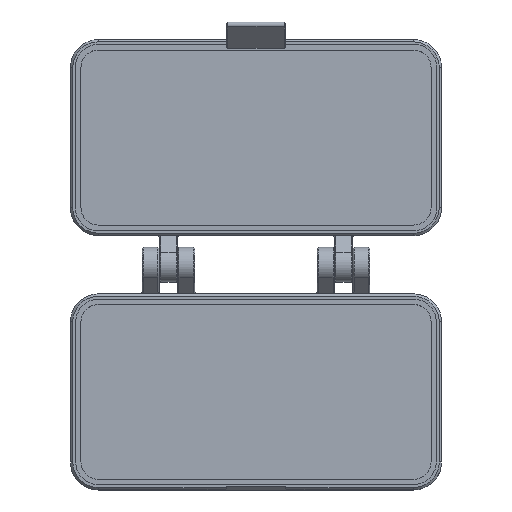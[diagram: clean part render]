
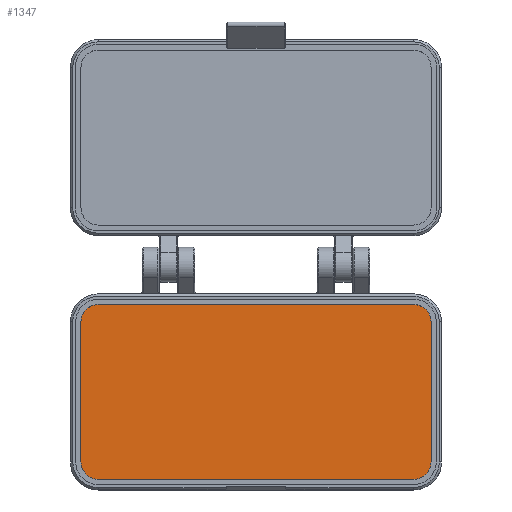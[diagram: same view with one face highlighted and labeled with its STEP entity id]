
A CAD part, top view. The second image highlights one B-rep face of the part: STEP entity #1347.
In plain terms, the highlighted free-form (B-spline) face has degree [1, 1] with [2, 2] control points.
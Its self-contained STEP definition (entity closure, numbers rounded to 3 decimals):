
#1347 = ADVANCED_FACE('',(#1348),#1410,.F.);
#1348 = FACE_BOUND('',#1349,.T.);
#1349 = EDGE_LOOP('',(#1350,#1359,#1367,#1374,#1382,#1389,#1397,#1404));
#1350 = ORIENTED_EDGE('',*,*,#1351,.F.);
#1351 = EDGE_CURVE('',#1352,#1354,#1356,.T.);
#1352 = VERTEX_POINT('',#1353);
#1353 = CARTESIAN_POINT('',(-24.438,13.577,
    -9.051));
#1354 = VERTEX_POINT('',#1355);
#1355 = CARTESIAN_POINT('',(24.438,13.577,
    -9.051));
#1356 = B_SPLINE_CURVE_WITH_KNOTS('',1,(#1357,#1358),.UNSPECIFIED.,.F.,
  .F.,(2,2),(3.,57.),.PIECEWISE_BEZIER_KNOTS.);
#1357 = CARTESIAN_POINT('',(-24.438,13.577,
    -9.051));
#1358 = CARTESIAN_POINT('',(24.438,13.577,
    -9.051));
#1359 = ORIENTED_EDGE('',*,*,#1360,.F.);
#1360 = EDGE_CURVE('',#1361,#1352,#1363,.T.);
#1361 = VERTEX_POINT('',#1362);
#1362 = CARTESIAN_POINT('',(-27.153,10.861,
    -9.051));
#1363 = ( BOUNDED_CURVE() B_SPLINE_CURVE(2,(#1364,#1365,#1366),
.UNSPECIFIED.,.F.,.F.) B_SPLINE_CURVE_WITH_KNOTS((3,3),(0.,
1.571),.PIECEWISE_BEZIER_KNOTS.) CURVE() 
GEOMETRIC_REPRESENTATION_ITEM() RATIONAL_B_SPLINE_CURVE((1.,
0.707,1.)) REPRESENTATION_ITEM('') );
#1364 = CARTESIAN_POINT('',(-27.153,10.861,
    -9.051));
#1365 = CARTESIAN_POINT('',(-27.153,13.577,
    -9.051));
#1366 = CARTESIAN_POINT('',(-24.438,13.577,
    -9.051));
#1367 = ORIENTED_EDGE('',*,*,#1368,.F.);
#1368 = EDGE_CURVE('',#1369,#1361,#1371,.T.);
#1369 = VERTEX_POINT('',#1370);
#1370 = CARTESIAN_POINT('',(-27.153,-10.861,
    -9.051));
#1371 = B_SPLINE_CURVE_WITH_KNOTS('',1,(#1372,#1373),.UNSPECIFIED.,.F.,
  .F.,(2,2),(3.,27.),.PIECEWISE_BEZIER_KNOTS.);
#1372 = CARTESIAN_POINT('',(-27.153,-10.861,
    -9.051));
#1373 = CARTESIAN_POINT('',(-27.153,10.861,
    -9.051));
#1374 = ORIENTED_EDGE('',*,*,#1375,.F.);
#1375 = EDGE_CURVE('',#1376,#1369,#1378,.T.);
#1376 = VERTEX_POINT('',#1377);
#1377 = CARTESIAN_POINT('',(-24.438,-13.577,
    -9.051));
#1378 = ( BOUNDED_CURVE() B_SPLINE_CURVE(2,(#1379,#1380,#1381),
.UNSPECIFIED.,.F.,.F.) B_SPLINE_CURVE_WITH_KNOTS((3,3),(4.712,
6.283),.PIECEWISE_BEZIER_KNOTS.) CURVE() 
GEOMETRIC_REPRESENTATION_ITEM() RATIONAL_B_SPLINE_CURVE((1.,
0.707,1.)) REPRESENTATION_ITEM('') );
#1379 = CARTESIAN_POINT('',(-24.438,-13.577,
    -9.051));
#1380 = CARTESIAN_POINT('',(-27.153,-13.577,
    -9.051));
#1381 = CARTESIAN_POINT('',(-27.153,-10.861,
    -9.051));
#1382 = ORIENTED_EDGE('',*,*,#1383,.F.);
#1383 = EDGE_CURVE('',#1384,#1376,#1386,.T.);
#1384 = VERTEX_POINT('',#1385);
#1385 = CARTESIAN_POINT('',(24.438,-13.577,
    -9.051));
#1386 = B_SPLINE_CURVE_WITH_KNOTS('',1,(#1387,#1388),.UNSPECIFIED.,.F.,
  .F.,(2,2),(3.,57.),.PIECEWISE_BEZIER_KNOTS.);
#1387 = CARTESIAN_POINT('',(24.438,-13.577,
    -9.051));
#1388 = CARTESIAN_POINT('',(-24.438,-13.577,
    -9.051));
#1389 = ORIENTED_EDGE('',*,*,#1390,.F.);
#1390 = EDGE_CURVE('',#1391,#1384,#1393,.T.);
#1391 = VERTEX_POINT('',#1392);
#1392 = CARTESIAN_POINT('',(27.153,-10.861,
    -9.051));
#1393 = ( BOUNDED_CURVE() B_SPLINE_CURVE(2,(#1394,#1395,#1396),
.UNSPECIFIED.,.F.,.F.) B_SPLINE_CURVE_WITH_KNOTS((3,3),(3.142,
4.712),.PIECEWISE_BEZIER_KNOTS.) CURVE() 
GEOMETRIC_REPRESENTATION_ITEM() RATIONAL_B_SPLINE_CURVE((1.,
0.707,1.)) REPRESENTATION_ITEM('') );
#1394 = CARTESIAN_POINT('',(27.153,-10.861,
    -9.051));
#1395 = CARTESIAN_POINT('',(27.153,-13.577,
    -9.051));
#1396 = CARTESIAN_POINT('',(24.438,-13.577,
    -9.051));
#1397 = ORIENTED_EDGE('',*,*,#1398,.F.);
#1398 = EDGE_CURVE('',#1399,#1391,#1401,.T.);
#1399 = VERTEX_POINT('',#1400);
#1400 = CARTESIAN_POINT('',(27.153,10.861,
    -9.051));
#1401 = B_SPLINE_CURVE_WITH_KNOTS('',1,(#1402,#1403),.UNSPECIFIED.,.F.,
  .F.,(2,2),(3.,27.),.PIECEWISE_BEZIER_KNOTS.);
#1402 = CARTESIAN_POINT('',(27.153,10.861,
    -9.051));
#1403 = CARTESIAN_POINT('',(27.153,-10.861,
    -9.051));
#1404 = ORIENTED_EDGE('',*,*,#1405,.F.);
#1405 = EDGE_CURVE('',#1354,#1399,#1406,.T.);
#1406 = ( BOUNDED_CURVE() B_SPLINE_CURVE(2,(#1407,#1408,#1409),
.UNSPECIFIED.,.F.,.F.) B_SPLINE_CURVE_WITH_KNOTS((3,3),(1.571,
3.142),.PIECEWISE_BEZIER_KNOTS.) CURVE() 
GEOMETRIC_REPRESENTATION_ITEM() RATIONAL_B_SPLINE_CURVE((1.,
0.707,1.)) REPRESENTATION_ITEM('') );
#1407 = CARTESIAN_POINT('',(24.438,13.577,
    -9.051));
#1408 = CARTESIAN_POINT('',(27.153,13.577,
    -9.051));
#1409 = CARTESIAN_POINT('',(27.153,10.861,
    -9.051));
#1410 = B_SPLINE_SURFACE_WITH_KNOTS('',1,1,(
    (#1411,#1412)
    ,(#1413,#1414
    )),.UNSPECIFIED.,.F.,.F.,.F.,(2,2),(2,2),(-30.,30.),(-15.,15.),
  .PIECEWISE_BEZIER_KNOTS.);
#1411 = CARTESIAN_POINT('',(27.153,-13.577,
    -9.051));
#1412 = CARTESIAN_POINT('',(27.153,13.577,
    -9.051));
#1413 = CARTESIAN_POINT('',(-27.153,-13.577,
    -9.051));
#1414 = CARTESIAN_POINT('',(-27.153,13.577,
    -9.051));
